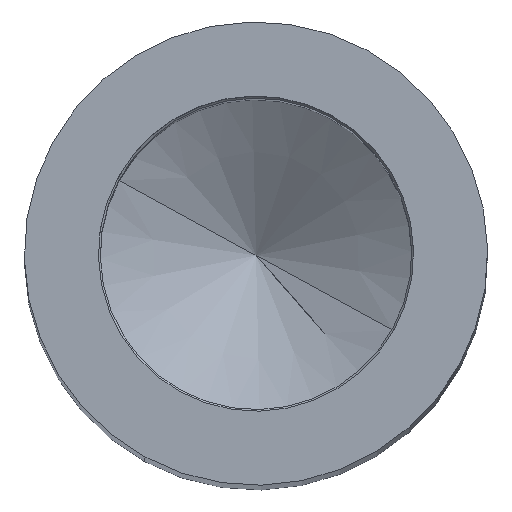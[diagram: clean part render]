
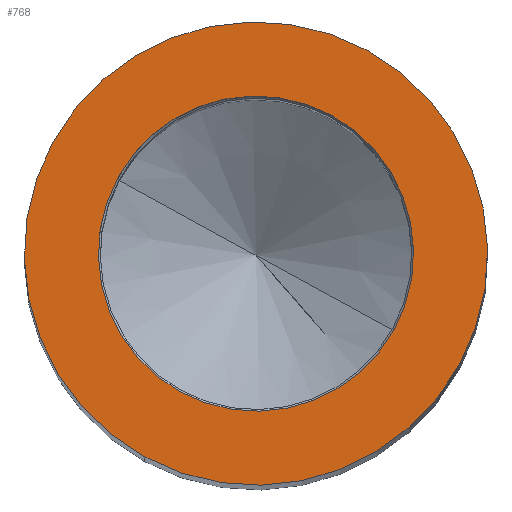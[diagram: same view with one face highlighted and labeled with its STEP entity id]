
A CAD part, top view. The second image highlights one B-rep face of the part: STEP entity #768.
In plain terms, the highlighted planar face has unit normal (0, 0, 1).
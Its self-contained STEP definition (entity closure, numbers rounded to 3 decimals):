
#643=AXIS2_PLACEMENT_3D('Circle Axis2P3D',#641,#642,$) ;
#669=AXIS2_PLACEMENT_3D('Circle Axis2P3D',#667,#668,$) ;
#714=AXIS2_PLACEMENT_3D('Circle Axis2P3D',#712,#713,$) ;
#731=AXIS2_PLACEMENT_3D('Circle Axis2P3D',#729,#730,$) ;
#758=AXIS2_PLACEMENT_3D('Plane Axis2P3D',#755,#756,#757) ;
#638=CARTESIAN_POINT('Vertex',(4.045,4.871,41.8)) ;
#641=CARTESIAN_POINT('Axis2P3D Location',(3.05,3.05,41.8)) ;
#645=CARTESIAN_POINT('Vertex',(2.055,1.229,41.8)) ;
#667=CARTESIAN_POINT('Axis2P3D Location',(3.05,3.05,41.8)) ;
#693=CARTESIAN_POINT('Vertex',(4.512,5.727,41.8)) ;
#709=CARTESIAN_POINT('Vertex',(1.588,0.373,41.8)) ;
#712=CARTESIAN_POINT('Axis2P3D Location',(3.05,3.05,41.8)) ;
#729=CARTESIAN_POINT('Axis2P3D Location',(3.05,3.05,41.8)) ;
#755=CARTESIAN_POINT('Axis2P3D Location',(3.05,0.,41.8)) ;
#642=DIRECTION('Axis2P3D Direction',(0.,0.,-1.)) ;
#668=DIRECTION('Axis2P3D Direction',(0.,0.,-1.)) ;
#713=DIRECTION('Axis2P3D Direction',(0.,0.,-1.)) ;
#730=DIRECTION('Axis2P3D Direction',(0.,0.,-1.)) ;
#756=DIRECTION('Axis2P3D Direction',(0.,0.,-1.)) ;
#757=DIRECTION('Axis2P3D XDirection',(1.,0.,0.)) ;
#761=ORIENTED_EDGE('',*,*,#716,.F.) ;
#762=ORIENTED_EDGE('',*,*,#733,.F.) ;
#765=ORIENTED_EDGE('',*,*,#671,.T.) ;
#766=ORIENTED_EDGE('',*,*,#647,.T.) ;
#767=FACE_BOUND('',#764,.T.) ;
#768=ADVANCED_FACE('V2',(#763,#767),#759,.F.) ;
#644=CIRCLE('generated circle',#643,2.075) ;
#670=CIRCLE('generated circle',#669,2.075) ;
#715=CIRCLE('generated circle',#714,3.05) ;
#732=CIRCLE('generated circle',#731,3.05) ;
#647=EDGE_CURVE('',#646,#639,#644,.T.) ;
#671=EDGE_CURVE('',#639,#646,#670,.T.) ;
#716=EDGE_CURVE('',#710,#694,#715,.T.) ;
#733=EDGE_CURVE('',#694,#710,#732,.T.) ;
#760=EDGE_LOOP('',(#761,#762)) ;
#764=EDGE_LOOP('',(#765,#766)) ;
#763=FACE_OUTER_BOUND('',#760,.T.) ;
#759=PLANE('',#758) ;
#639=VERTEX_POINT('',#638) ;
#646=VERTEX_POINT('',#645) ;
#694=VERTEX_POINT('',#693) ;
#710=VERTEX_POINT('',#709) ;
